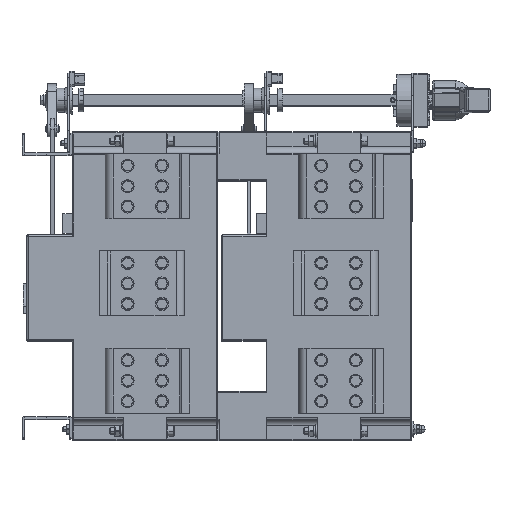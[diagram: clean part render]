
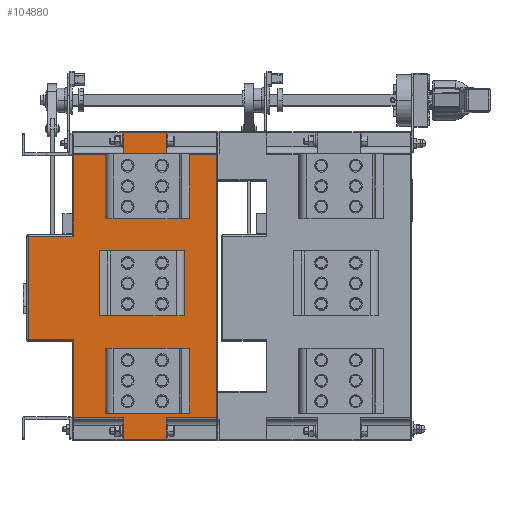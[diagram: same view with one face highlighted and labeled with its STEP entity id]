
A CAD part, top view. The second image highlights one B-rep face of the part: STEP entity #104880.
In plain terms, the highlighted planar face has unit normal (0, 0, 1).
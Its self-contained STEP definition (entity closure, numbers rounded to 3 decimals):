
#384 = CARTESIAN_POINT ( 'NONE',  ( -117., 377., 100. ) ) ;
#561 = EDGE_CURVE ( 'NONE', #45657, #73613, #67569, .T. ) ;
#884 = PLANE ( 'NONE',  #80474 ) ;
#5099 = LINE ( 'NONE', #93263, #70835 ) ;
#5185 = ORIENTED_EDGE ( 'NONE', *, *, #32802, .T. ) ;
#7444 = ORIENTED_EDGE ( 'NONE', *, *, #27214, .T. ) ;
#8561 = ORIENTED_EDGE ( 'NONE', *, *, #22434, .T. ) ;
#10718 = VERTEX_POINT ( 'NONE', #187974 ) ;
#16185 = ORIENTED_EDGE ( 'NONE', *, *, #35913, .T. ) ;
#16313 = VERTEX_POINT ( 'NONE', #64123 ) ;
#17126 = VECTOR ( 'NONE', #174867, 1000. ) ;
#18482 = CARTESIAN_POINT ( 'NONE',  ( 0., 349.5, 100. ) ) ;
#19505 = VECTOR ( 'NONE', #135926, 1000. ) ;
#22434 = EDGE_CURVE ( 'NONE', #54867, #57622, #109943, .T. ) ;
#24313 = LINE ( 'NONE', #100812, #40466 ) ;
#26029 = DIRECTION ( 'NONE',  ( -1., 0., 0. ) ) ;
#27214 = EDGE_CURVE ( 'NONE', #166600, #35051, #77765, .T. ) ;
#27472 = CARTESIAN_POINT ( 'NONE',  ( -177.5, 349.5, 100. ) ) ;
#28060 = EDGE_LOOP ( 'NONE', ( #177399, #131865, #146404, #5185, #116342, #80334, #188703, #183016, #7444, #16185, #50858, #8561, #45561, #130493, #123578, #157837 ) ) ;
#29802 = LINE ( 'NONE', #32645, #152049 ) ;
#31818 = DIRECTION ( 'NONE',  ( 0., 0., -1. ) ) ;
#32645 = CARTESIAN_POINT ( 'NONE',  ( -2.5, 377., 100. ) ) ;
#32802 = EDGE_CURVE ( 'NONE', #167503, #16313, #182019, .T. ) ;
#35051 = VERTEX_POINT ( 'NONE', #45016 ) ;
#35076 = VERTEX_POINT ( 'NONE', #107967 ) ;
#35913 = EDGE_CURVE ( 'NONE', #35051, #130993, #53135, .T. ) ;
#38767 = CARTESIAN_POINT ( 'NONE',  ( -233., 249.5, 100. ) ) ;
#39046 = VECTOR ( 'NONE', #63446, 1000. ) ;
#39859 = CARTESIAN_POINT ( 'NONE',  ( -64., 377., 100. ) ) ;
#40466 = VECTOR ( 'NONE', #128903, 1000. ) ;
#45016 = CARTESIAN_POINT ( 'NONE',  ( -117., 349.5, 100. ) ) ;
#45561 = ORIENTED_EDGE ( 'NONE', *, *, #130596, .T. ) ;
#45657 = VERTEX_POINT ( 'NONE', #109560 ) ;
#45942 = VECTOR ( 'NONE', #78495, 1000. ) ;
#48247 = CARTESIAN_POINT ( 'NONE',  ( 0., 377., 100. ) ) ;
#50711 = CARTESIAN_POINT ( 'NONE',  ( -117., 0., 100. ) ) ;
#50858 = ORIENTED_EDGE ( 'NONE', *, *, #190161, .T. ) ;
#53135 = LINE ( 'NONE', #69590, #105835 ) ;
#53855 = LINE ( 'NONE', #54793, #17126 ) ;
#54716 = CARTESIAN_POINT ( 'NONE',  ( -64., 0., 100. ) ) ;
#54793 = CARTESIAN_POINT ( 'NONE',  ( -233., 121.5, 100. ) ) ;
#54867 = VERTEX_POINT ( 'NONE', #177754 ) ;
#54978 = CARTESIAN_POINT ( 'NONE',  ( -117., 375.5, 100. ) ) ;
#57622 = VERTEX_POINT ( 'NONE', #38767 ) ;
#58763 = LINE ( 'NONE', #54978, #94018 ) ;
#63446 = DIRECTION ( 'NONE',  ( -1., 0., 0. ) ) ;
#64123 = CARTESIAN_POINT ( 'NONE',  ( -2.5, 27.5, 100. ) ) ;
#64260 = DIRECTION ( 'NONE',  ( 0., -1., 0. ) ) ;
#67569 = LINE ( 'NONE', #115040, #134618 ) ;
#69297 = LINE ( 'NONE', #54716, #92001 ) ;
#69590 = CARTESIAN_POINT ( 'NONE',  ( 0., 349.5, 100. ) ) ;
#70067 = VERTEX_POINT ( 'NONE', #126314 ) ;
#70835 = VECTOR ( 'NONE', #137806, 1000. ) ;
#71273 = VERTEX_POINT ( 'NONE', #141807 ) ;
#73388 = LINE ( 'NONE', #101539, #178034 ) ;
#73613 = VERTEX_POINT ( 'NONE', #178483 ) ;
#74387 = DIRECTION ( 'NONE',  ( 0., -1., 0. ) ) ;
#77765 = LINE ( 'NONE', #384, #19505 ) ;
#78495 = DIRECTION ( 'NONE',  ( -1., 0., 0. ) ) ;
#80334 = ORIENTED_EDGE ( 'NONE', *, *, #123233, .T. ) ;
#80474 = AXIS2_PLACEMENT_3D ( 'NONE', #48247, #31818, #118089 ) ;
#81895 = DIRECTION ( 'NONE',  ( 0., -1., 0. ) ) ;
#82555 = CARTESIAN_POINT ( 'NONE',  ( -177.5, 123., 100. ) ) ;
#83223 = DIRECTION ( 'NONE',  ( 1., 0., 0. ) ) ;
#84193 = VERTEX_POINT ( 'NONE', #180981 ) ;
#84860 = EDGE_CURVE ( 'NONE', #10718, #45657, #155285, .T. ) ;
#92000 = LINE ( 'NONE', #147258, #161591 ) ;
#92001 = VECTOR ( 'NONE', #81895, 1000. ) ;
#92262 = EDGE_CURVE ( 'NONE', #167503, #73613, #69297, .T. ) ;
#93091 = VECTOR ( 'NONE', #83223, 1000. ) ;
#93263 = CARTESIAN_POINT ( 'NONE',  ( -177.5, 377., 100. ) ) ;
#94018 = VECTOR ( 'NONE', #158617, 1000. ) ;
#98598 = DIRECTION ( 'NONE',  ( 1., 0., 0. ) ) ;
#100812 = CARTESIAN_POINT ( 'NONE',  ( -177.5, 377., 100. ) ) ;
#101539 = CARTESIAN_POINT ( 'NONE',  ( 0., 123., 100. ) ) ;
#104880 = ADVANCED_FACE ( 'NONE', ( #120000 ), #884, .F. ) ;
#105835 = VECTOR ( 'NONE', #26029, 1000. ) ;
#107604 = LINE ( 'NONE', #18482, #45942 ) ;
#107967 = CARTESIAN_POINT ( 'NONE',  ( -64., 349.5, 100. ) ) ;
#109560 = CARTESIAN_POINT ( 'NONE',  ( -117., 1.5, 100. ) ) ;
#109943 = LINE ( 'NONE', #124472, #39046 ) ;
#113608 = EDGE_CURVE ( 'NONE', #133356, #135970, #24313, .T. ) ;
#114998 = EDGE_CURVE ( 'NONE', #135970, #10718, #92000, .T. ) ;
#115040 = CARTESIAN_POINT ( 'NONE',  ( 0., 1.5, 100. ) ) ;
#115093 = DIRECTION ( 'NONE',  ( 1., 0., 0. ) ) ;
#116342 = ORIENTED_EDGE ( 'NONE', *, *, #125959, .F. ) ;
#118089 = DIRECTION ( 'NONE',  ( -1., 0., 0. ) ) ;
#118871 = VECTOR ( 'NONE', #125133, 1000. ) ;
#120000 = FACE_OUTER_BOUND ( 'NONE', #28060, .T. ) ;
#123233 = EDGE_CURVE ( 'NONE', #71273, #35076, #107604, .T. ) ;
#123578 = ORIENTED_EDGE ( 'NONE', *, *, #113608, .T. ) ;
#124472 = CARTESIAN_POINT ( 'NONE',  ( 0., 249.5, 100. ) ) ;
#125133 = DIRECTION ( 'NONE',  ( 0., -1., 0. ) ) ;
#125959 = EDGE_CURVE ( 'NONE', #71273, #16313, #29802, .T. ) ;
#126117 = LINE ( 'NONE', #39859, #118871 ) ;
#126314 = CARTESIAN_POINT ( 'NONE',  ( -233., 123., 100. ) ) ;
#128903 = DIRECTION ( 'NONE',  ( 0., -1., 0. ) ) ;
#130493 = ORIENTED_EDGE ( 'NONE', *, *, #153884, .T. ) ;
#130596 = EDGE_CURVE ( 'NONE', #57622, #70067, #53855, .T. ) ;
#130993 = VERTEX_POINT ( 'NONE', #27472 ) ;
#131865 = ORIENTED_EDGE ( 'NONE', *, *, #561, .T. ) ;
#133356 = VERTEX_POINT ( 'NONE', #82555 ) ;
#134618 = VECTOR ( 'NONE', #98598, 1000. ) ;
#134666 = DIRECTION ( 'NONE',  ( 1., 0., 0. ) ) ;
#135926 = DIRECTION ( 'NONE',  ( 0., -1., 0. ) ) ;
#135970 = VERTEX_POINT ( 'NONE', #163985 ) ;
#137806 = DIRECTION ( 'NONE',  ( 0., -1., 0. ) ) ;
#141807 = CARTESIAN_POINT ( 'NONE',  ( -2.5, 349.5, 100. ) ) ;
#145093 = CARTESIAN_POINT ( 'NONE',  ( -64., 27.5, 100. ) ) ;
#146404 = ORIENTED_EDGE ( 'NONE', *, *, #92262, .F. ) ;
#147258 = CARTESIAN_POINT ( 'NONE',  ( 0., 27.5, 100. ) ) ;
#149787 = CARTESIAN_POINT ( 'NONE',  ( -117., 375.5, 100. ) ) ;
#152049 = VECTOR ( 'NONE', #74387, 1000. ) ;
#153884 = EDGE_CURVE ( 'NONE', #70067, #133356, #73388, .T. ) ;
#155285 = LINE ( 'NONE', #50711, #170571 ) ;
#156766 = CARTESIAN_POINT ( 'NONE',  ( 0., 27.5, 100. ) ) ;
#157837 = ORIENTED_EDGE ( 'NONE', *, *, #114998, .T. ) ;
#158617 = DIRECTION ( 'NONE',  ( -1., 0., 0. ) ) ;
#161591 = VECTOR ( 'NONE', #134666, 1000. ) ;
#162967 = EDGE_CURVE ( 'NONE', #84193, #166600, #58763, .T. ) ;
#163985 = CARTESIAN_POINT ( 'NONE',  ( -177.5, 27.5, 100. ) ) ;
#166600 = VERTEX_POINT ( 'NONE', #149787 ) ;
#167503 = VERTEX_POINT ( 'NONE', #145093 ) ;
#170571 = VECTOR ( 'NONE', #64260, 1000. ) ;
#174867 = DIRECTION ( 'NONE',  ( 0., -1., 0. ) ) ;
#177399 = ORIENTED_EDGE ( 'NONE', *, *, #84860, .T. ) ;
#177754 = CARTESIAN_POINT ( 'NONE',  ( -177.5, 249.5, 100. ) ) ;
#178034 = VECTOR ( 'NONE', #115093, 1000. ) ;
#178483 = CARTESIAN_POINT ( 'NONE',  ( -64., 1.5, 100. ) ) ;
#180819 = EDGE_CURVE ( 'NONE', #84193, #35076, #126117, .T. ) ;
#180981 = CARTESIAN_POINT ( 'NONE',  ( -64., 375.5, 100. ) ) ;
#182019 = LINE ( 'NONE', #156766, #93091 ) ;
#183016 = ORIENTED_EDGE ( 'NONE', *, *, #162967, .T. ) ;
#187974 = CARTESIAN_POINT ( 'NONE',  ( -117., 27.5, 100. ) ) ;
#188703 = ORIENTED_EDGE ( 'NONE', *, *, #180819, .F. ) ;
#190161 = EDGE_CURVE ( 'NONE', #130993, #54867, #5099, .T. ) ;
